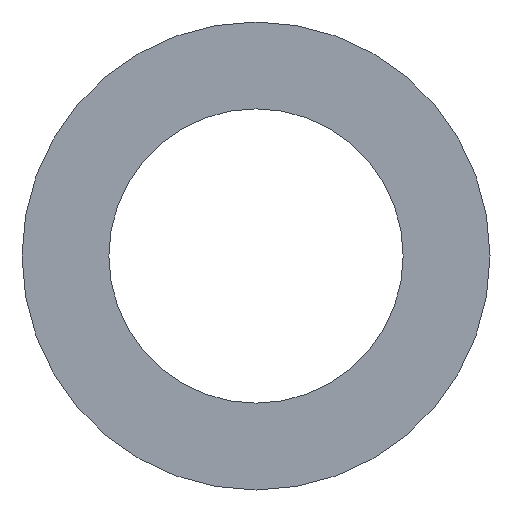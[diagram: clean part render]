
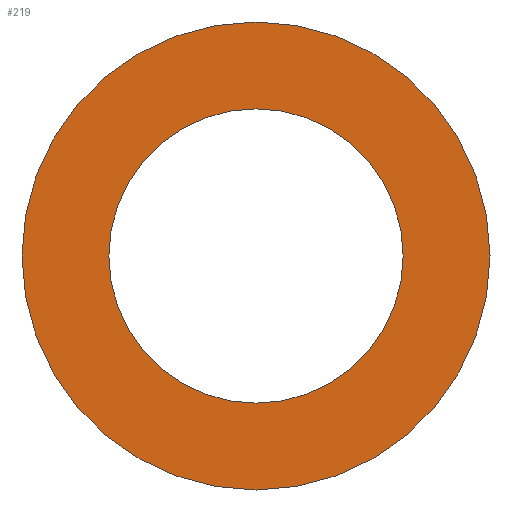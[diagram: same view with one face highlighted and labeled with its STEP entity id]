
A CAD part, front view. The second image highlights one B-rep face of the part: STEP entity #219.
In plain terms, the highlighted planar face has unit normal (0, -1, 0).
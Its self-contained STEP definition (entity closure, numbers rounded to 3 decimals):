
#3 = DIRECTION ( 'NONE',  ( 0., 1., 0. ) ) ;
#9 = FACE_OUTER_BOUND ( 'NONE', #185, .T. ) ;
#12 = EDGE_CURVE ( 'NONE', #230, #27, #87, .T. ) ;
#19 = ORIENTED_EDGE ( 'NONE', *, *, #58, .F. ) ;
#24 = ORIENTED_EDGE ( 'NONE', *, *, #62, .T. ) ;
#27 = VERTEX_POINT ( 'NONE', #126 ) ;
#29 = DIRECTION ( 'NONE',  ( 0., 1., 0. ) ) ;
#51 = DIRECTION ( 'NONE',  ( 0., 0., 1. ) ) ;
#56 = CARTESIAN_POINT ( 'NONE',  ( 0., 0., 134.75 ) ) ;
#58 = EDGE_CURVE ( 'NONE', #27, #230, #225, .T. ) ;
#62 = EDGE_CURVE ( 'NONE', #163, #231, #107, .T. ) ;
#73 = DIRECTION ( 'NONE',  ( 0., 1., 0. ) ) ;
#74 = AXIS2_PLACEMENT_3D ( 'NONE', #125, #109, #201 ) ;
#84 = EDGE_LOOP ( 'NONE', ( #24, #98 ) ) ;
#85 = EDGE_CURVE ( 'NONE', #231, #163, #183, .T. ) ;
#87 = CIRCLE ( 'NONE', #164, 134.75 ) ;
#92 = FACE_BOUND ( 'NONE', #84, .T. ) ;
#98 = ORIENTED_EDGE ( 'NONE', *, *, #85, .T. ) ;
#107 = CIRCLE ( 'NONE', #153, 84.75 ) ;
#109 = DIRECTION ( 'NONE',  ( 0., 1., 0. ) ) ;
#112 = CARTESIAN_POINT ( 'NONE',  ( 0., 0., 84.75 ) ) ;
#124 = DIRECTION ( 'NONE',  ( 0., 0., 1. ) ) ;
#125 = CARTESIAN_POINT ( 'NONE',  ( 0., 0., 0. ) ) ;
#126 = CARTESIAN_POINT ( 'NONE',  ( 0., 0., -134.75 ) ) ;
#127 = AXIS2_PLACEMENT_3D ( 'NONE', #129, #73, #239 ) ;
#129 = CARTESIAN_POINT ( 'NONE',  ( 0., 0., 0. ) ) ;
#145 = CARTESIAN_POINT ( 'NONE',  ( 0., 0., 0. ) ) ;
#146 = CARTESIAN_POINT ( 'NONE',  ( 0., 0., 0. ) ) ;
#153 = AXIS2_PLACEMENT_3D ( 'NONE', #145, #29, #182 ) ;
#163 = VERTEX_POINT ( 'NONE', #187 ) ;
#164 = AXIS2_PLACEMENT_3D ( 'NONE', #221, #3, #124 ) ;
#175 = AXIS2_PLACEMENT_3D ( 'NONE', #146, #218, #51 ) ;
#182 = DIRECTION ( 'NONE',  ( 0., 0., 1. ) ) ;
#183 = CIRCLE ( 'NONE', #74, 84.75 ) ;
#185 = EDGE_LOOP ( 'NONE', ( #19, #247 ) ) ;
#187 = CARTESIAN_POINT ( 'NONE',  ( 0., 0., -84.75 ) ) ;
#201 = DIRECTION ( 'NONE',  ( 0., 0., 1. ) ) ;
#206 = PLANE ( 'NONE',  #127 ) ;
#218 = DIRECTION ( 'NONE',  ( 0., 1., 0. ) ) ;
#219 = ADVANCED_FACE ( 'NONE', ( #9, #92 ), #206, .F. ) ;
#221 = CARTESIAN_POINT ( 'NONE',  ( 0., 0., 0. ) ) ;
#225 = CIRCLE ( 'NONE', #175, 134.75 ) ;
#230 = VERTEX_POINT ( 'NONE', #56 ) ;
#231 = VERTEX_POINT ( 'NONE', #112 ) ;
#239 = DIRECTION ( 'NONE',  ( 0., 0., 1. ) ) ;
#247 = ORIENTED_EDGE ( 'NONE', *, *, #12, .F. ) ;
